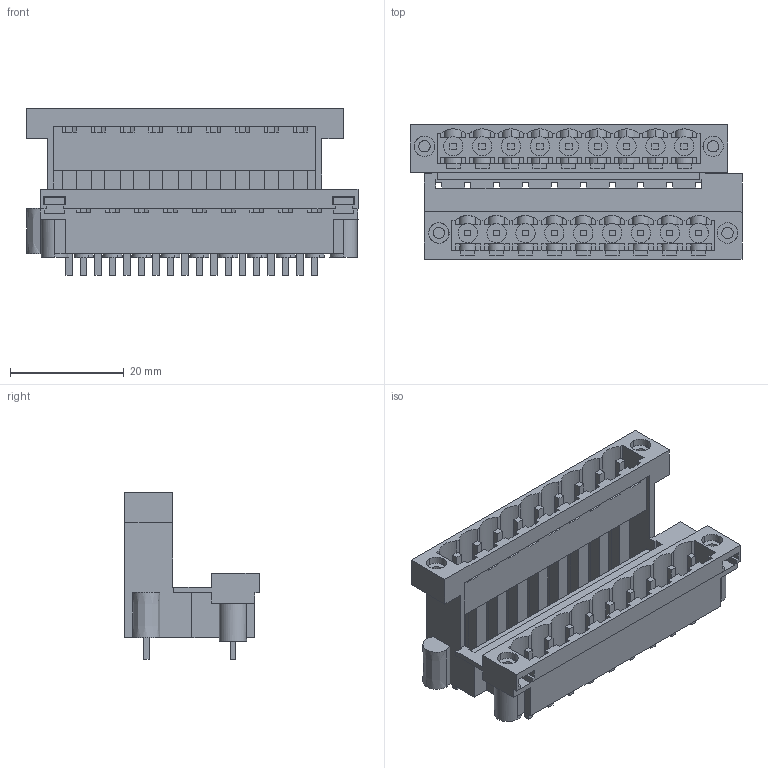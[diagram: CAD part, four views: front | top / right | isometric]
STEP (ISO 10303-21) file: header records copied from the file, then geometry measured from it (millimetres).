
FILE_DESCRIPTION(('CATIA V5 STEP Exchange','CAx-IF Rec.Pracs.--- Model Styling and Organization---1.2---2011-12-15'),'2;1');
FILE_NAME ('D1456893_0_1828840000_1828840000.stp','2018-04-19T11:24:33+00:00',('none'),('Weidmueller'),'CATIA Version 5-6 Release 2014','CATIA V5 STEP AP214','none');
FILE_SCHEMA(('AUTOMOTIVE_DESIGN { 1 0 10303 214 1 1 1 1 }'));
Length unit declared in the file: millimetre
Products named in the file (1): 1828840000
Bounding box: 58.42 x 23.67 x 29.36 mm (x, y, z)
Volume: 8316.9 mm3; surface area: 16010.1 mm2
Topology: 23 solids, 32 shells, 950 faces, 2996 edges, 2081 vertices
Faces by surface type: plane 780, cylinder 166, extrusion 4
Entity records: 32082 total; most frequent: CARTESIAN_POINT 7223, ORIENTED_EDGE 5992, DIRECTION 3827, EDGE_CURVE 2996, VECTOR 2424, LINE 2420, VERTEX_POINT 2081, EDGE_LOOP 1031
